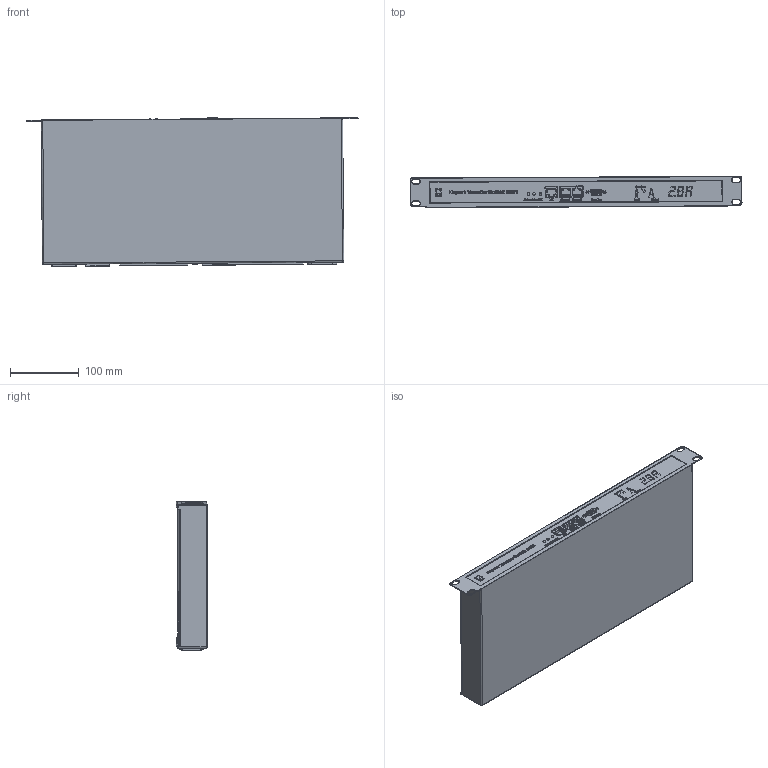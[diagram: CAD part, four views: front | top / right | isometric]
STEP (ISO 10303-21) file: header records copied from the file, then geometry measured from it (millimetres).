
FILE_DESCRIPTION(/* description */ (''),/* implementation_level */ '2;1');
FILE_NAME(/* name */ 'Expert_Transfer_Switch_8801_v231214.step',/* time_stamp */ '2023-12-15T16:12:24+01:00',/* author */ (''),/* organization */ (''),/* preprocessor_version */ 'ST-DEVELOPER v20',/* originating_system */ 'Autodesk Translation Framework v12.14.0.127',/* authorisation */ '');
FILE_SCHEMA (('AUTOMOTIVE_DESIGN { 1 0 10303 214 3 1 1 }'));
Products named in the file (6): c Expert Transfer Switch 8801 Stand 231214; Component6; Component5; Component8; 10Afuse; Component2
Assembly tree (5 placements, depth 3):
  c Expert Transfer Switch 8801 Stand 231214
    Component6
    Component5
    Component8
    10Afuse
      Component2
Bounding box: 483.15 x 45.62 x 216.69 mm (x, y, z)
Volume: 3776311 mm3; surface area: 299336.4 mm2
Topology: 125 solids, 126 shells, 4082 faces, 10295 edges, 6553 vertices
Faces by surface type: plane 1516, bspline 1396, cylinder 793, torus 322, sphere 52, cone 3
Full cylindrical faces by diameter (mm): 1.6 x9, 1.65 x1, 2 x2, 6.623 x1
Entity records: 128208 total; most frequent: CARTESIAN_POINT 41657, ORIENTED_EDGE 20556, DIRECTION 14932, EDGE_CURVE 10278, VERTEX_POINT 6553, LINE 5626, VECTOR 5626, AXIS2_PLACEMENT_3D 4653
